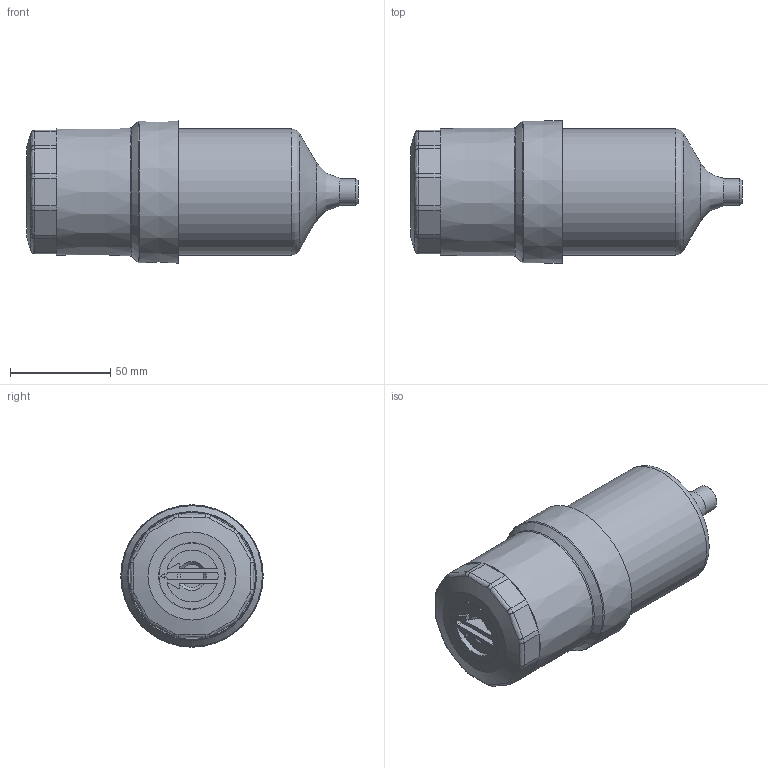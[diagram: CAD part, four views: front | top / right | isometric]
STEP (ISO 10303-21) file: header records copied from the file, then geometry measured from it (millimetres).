
FILE_DESCRIPTION((''),'2;1');
FILE_NAME('STAR_VARIO120.stp','2005-11-22T11:41:19',('ScheitB'),(''),'Autodesk Inventor 10','Autodesk Inventor 10','');
FILE_SCHEMA(('AUTOMOTIVE_DESIGN { 1 0 10303 214 1 1 1 1 }'));
Length unit declared in the file: millimetre
Products named in the file (1): STAR_VARIO120
Bounding box: 165.8 x 71.1 x 71.1 mm (x, y, z)
Volume: 457921 mm3; surface area: 37606 mm2
Topology: 1 solids, 1 shells, 120 faces, 298 edges, 188 vertices
Faces by surface type: plane 51, cylinder 29, bspline 16, torus 14, cone 10
Full cylindrical faces by diameter (mm): 13.157 x1, 33 x1, 33.3 x1, 63 x1
Entity records: 4250 total; most frequent: CARTESIAN_POINT 1606, ORIENTED_EDGE 556, DIRECTION 504, EDGE_CURVE 278, AXIS2_PLACEMENT_3D 203, VERTEX_POINT 184, EDGE_LOOP 144, FACE_OUTER_BOUND 120
